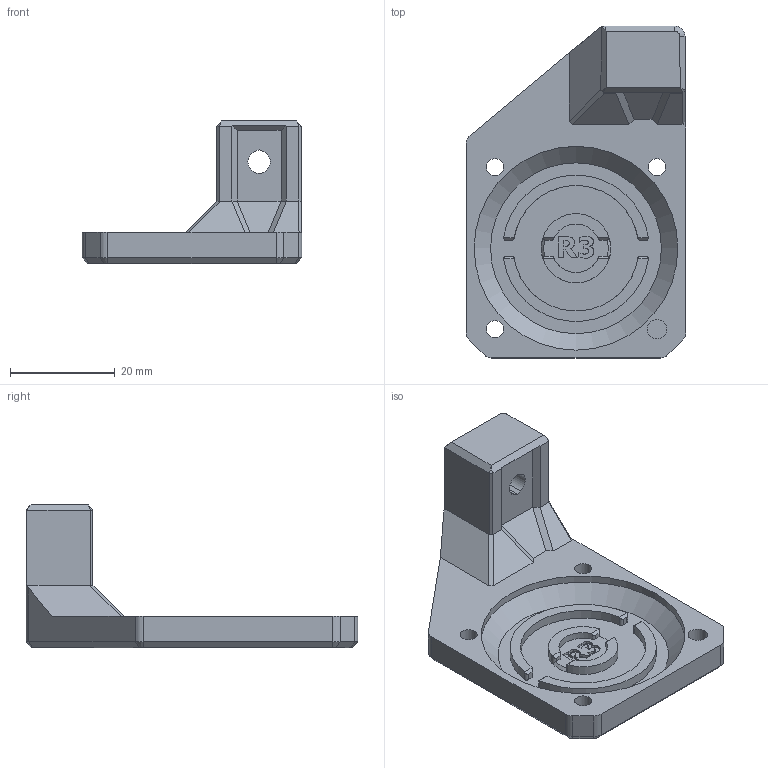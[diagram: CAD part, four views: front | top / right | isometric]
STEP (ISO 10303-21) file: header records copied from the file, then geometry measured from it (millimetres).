
FILE_DESCRIPTION(/* description */ (''),/* implementation_level */ '2;1');
FILE_NAME(/* name */ 'MK4_Adapter.stp',/* time_stamp */ '2024-10-29T12:18:43-04:00',/* author */ ('dverd'),/* organization */ (''),/* preprocessor_version */ 'ST-DEVELOPER v19.2',/* originating_system */ 'Autodesk Inventor 2023',/* authorisation */ '');
FILE_SCHEMA (('AUTOMOTIVE_DESIGN { 1 0 10303 214 3 1 1 }'));
Length unit declared in the file: millimetre
Products named in the file (1): pg-case-R3
Bounding box: 42 x 63.5 x 27.55 mm (x, y, z)
Volume: 13582.8 mm3; surface area: 8213.3 mm2
Topology: 1 solids, 1 shells, 310 faces, 821 edges, 529 vertices
Faces by surface type: plane 191, cylinder 52, bspline 49, cone 18
Full cylindrical faces by diameter (mm): 3.3 x3, 3.7 x1, 6 x3, 39 x1
Entity records: 9886 total; most frequent: CARTESIAN_POINT 2344, ORIENTED_EDGE 1642, DIRECTION 1406, EDGE_CURVE 821, LINE 554, VECTOR 554, VERTEX_POINT 529, AXIS2_PLACEMENT_3D 426
